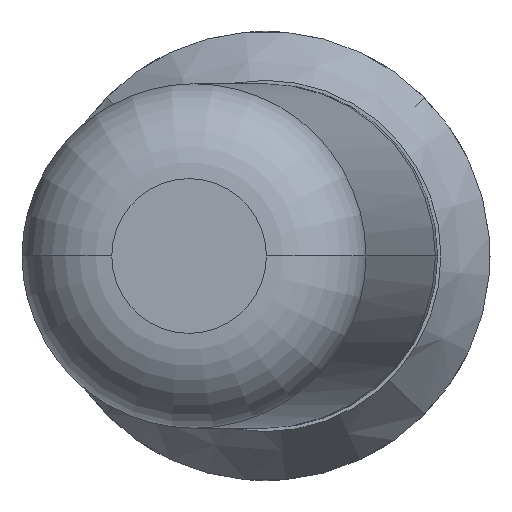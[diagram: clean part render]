
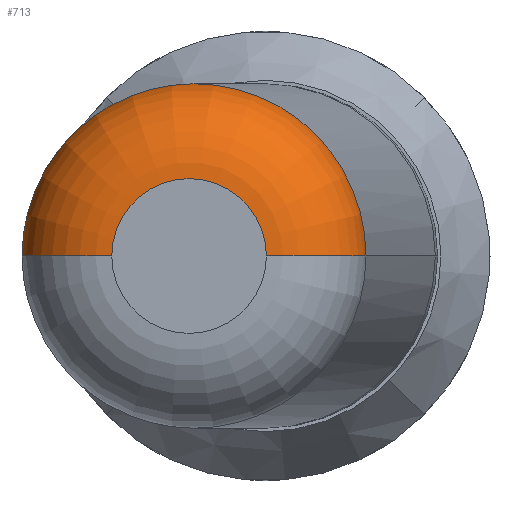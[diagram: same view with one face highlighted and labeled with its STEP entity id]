
A CAD part, front view. The second image highlights one B-rep face of the part: STEP entity #713.
In plain terms, the highlighted toroidal (fillet/blend) face has major radius 0.155 mm and minor radius 0.19 mm.
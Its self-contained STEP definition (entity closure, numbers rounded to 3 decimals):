
#35 = CARTESIAN_POINT ( 'NONE',  ( -0.45, -12.49, 0.18 ) ) ;
#128 = AXIS2_PLACEMENT_3D ( 'NONE', #580, #3042, #2429 ) ;
#236 = ORIENTED_EDGE ( 'NONE', *, *, #2869, .T. ) ;
#408 = AXIS2_PLACEMENT_3D ( 'NONE', #1300, #3779, #993 ) ;
#540 = CARTESIAN_POINT ( 'NONE',  ( -0.308, -12.688, 0. ) ) ;
#580 = CARTESIAN_POINT ( 'NONE',  ( -0.298, -12.498, 0. ) ) ;
#663 = CARTESIAN_POINT ( 'NONE',  ( -0.323, -12.497, 0.308 ) ) ;
#672 = CARTESIAN_POINT ( 'NONE',  ( -0.233, -12.502, 0.345 ) ) ;
#713 = ADVANCED_FACE ( 'Defeature ausgef�hrt1_9', ( #2671 ), #2293, .T. ) ;
#768 = VERTEX_POINT ( 'NONE', #2626 ) ;
#828 = CARTESIAN_POINT ( 'NONE',  ( -0.053, -12.511, 0.345 ) ) ;
#890 = CARTESIAN_POINT ( 'NONE',  ( -0.143, -12.506, 0.345 ) ) ;
#993 = DIRECTION ( 'NONE',  ( 1., 0., 0. ) ) ;
#1171 = CIRCLE ( 'NONE', #408, 0.19 ) ;
#1202 = EDGE_CURVE ( 'NONE', #1346, #2223, #3871, .T. ) ;
#1233 = VERTEX_POINT ( 'NONE', #890 ) ;
#1300 = CARTESIAN_POINT ( 'NONE',  ( 0.012, -12.514, 0. ) ) ;
#1346 = VERTEX_POINT ( 'NONE', #540 ) ;
#1361 = EDGE_CURVE ( 'Defeature ausgef�hrt1_9+Defeature ausgef�hrt1_8+Defeature ausgef�hrt1_8+Defeature ausgef�hrt1_8', #1346, #768, #2531, .T. ) ;
#1499 = CARTESIAN_POINT ( 'NONE',  ( -0.153, -12.696, 0. ) ) ;
#1539 = CARTESIAN_POINT ( 'NONE',  ( -0.487, -12.488, 0.09 ) ) ;
#1607 = EDGE_CURVE ( 'Defeature ausgef�hrt1_9+Defeature ausgef�hrt1_6+Defeature ausgef�hrt1_6+Defeature ausgef�hrt1_6', #2975, #1233, #2816, .T. ) ;
#1976 = CARTESIAN_POINT ( 'NONE',  ( 0.202, -12.524, 0. ) ) ;
#1992 = AXIS2_PLACEMENT_3D ( 'NONE', #2946, #2982, #2011 ) ;
#2011 = DIRECTION ( 'NONE',  ( -0.999, 0.052, 0. ) ) ;
#2043 = CARTESIAN_POINT ( 'NONE',  ( 0.202, -12.524, 0. ) ) ;
#2062 = CARTESIAN_POINT ( 'NONE',  ( 0.037, -12.516, 0.308 ) ) ;
#2201 = ORIENTED_EDGE ( 'NONE', *, *, #1202, .F. ) ;
#2223 = VERTEX_POINT ( 'NONE', #3046 ) ;
#2226 = B_SPLINE_CURVE_WITH_KNOTS ( 'NONE', 3,
 ( #3126, #672, #663, #35, #1539, #2501 ),
 .UNSPECIFIED., .F., .F.,
 ( 4, 2, 4 ),
 ( 0., 0.25, 0.5 ),
 .UNSPECIFIED. ) ;
#2293 = TOROIDAL_SURFACE ( 'NONE', #1992, 0.155, 0.19 ) ;
#2371 = CARTESIAN_POINT ( 'NONE',  ( 0.202, -12.524, 0.09 ) ) ;
#2387 = ORIENTED_EDGE ( 'NONE', *, *, #1607, .T. ) ;
#2418 = DIRECTION ( 'NONE',  ( 0.052, 0.999, 0. ) ) ;
#2429 = DIRECTION ( 'NONE',  ( -1., 0., 0. ) ) ;
#2443 = DIRECTION ( 'NONE',  ( -0.999, 0.052, 0. ) ) ;
#2501 = CARTESIAN_POINT ( 'NONE',  ( -0.487, -12.488, 0. ) ) ;
#2526 = EDGE_LOOP ( 'NONE', ( #3806, #236, #2387, #3663, #2201 ) ) ;
#2531 = CIRCLE ( 'NONE', #3938, 0.155 ) ;
#2626 = CARTESIAN_POINT ( 'NONE',  ( 0.002, -12.704, 0. ) ) ;
#2671 = FACE_OUTER_BOUND ( 'NONE', #2526, .T. ) ;
#2816 = B_SPLINE_CURVE_WITH_KNOTS ( 'NONE', 3,
 ( #2043, #2371, #3918, #2062, #828, #2994 ),
 .UNSPECIFIED., .F., .F.,
 ( 4, 2, 4 ),
 ( 0.5, 0.75, 1. ),
 .UNSPECIFIED. ) ;
#2822 = EDGE_CURVE ( 'NONE', #1233, #2223, #2226, .T. ) ;
#2869 = EDGE_CURVE ( 'NONE', #768, #2975, #1171, .T. ) ;
#2946 = CARTESIAN_POINT ( 'NONE',  ( -0.143, -12.506, 0. ) ) ;
#2975 = VERTEX_POINT ( 'NONE', #1976 ) ;
#2982 = DIRECTION ( 'NONE',  ( 0.052, 0.999, 0. ) ) ;
#2994 = CARTESIAN_POINT ( 'NONE',  ( -0.143, -12.506, 0.345 ) ) ;
#3042 = DIRECTION ( 'NONE',  ( 0., 0., -1. ) ) ;
#3046 = CARTESIAN_POINT ( 'NONE',  ( -0.487, -12.488, 0. ) ) ;
#3126 = CARTESIAN_POINT ( 'NONE',  ( -0.143, -12.506, 0.345 ) ) ;
#3663 = ORIENTED_EDGE ( 'NONE', *, *, #2822, .T. ) ;
#3779 = DIRECTION ( 'NONE',  ( 0., 0., 1. ) ) ;
#3806 = ORIENTED_EDGE ( 'NONE', *, *, #1361, .T. ) ;
#3871 = CIRCLE ( 'NONE', #128, 0.19 ) ;
#3918 = CARTESIAN_POINT ( 'NONE',  ( 0.165, -12.522, 0.18 ) ) ;
#3938 = AXIS2_PLACEMENT_3D ( 'NONE', #1499, #2418, #2443 ) ;
